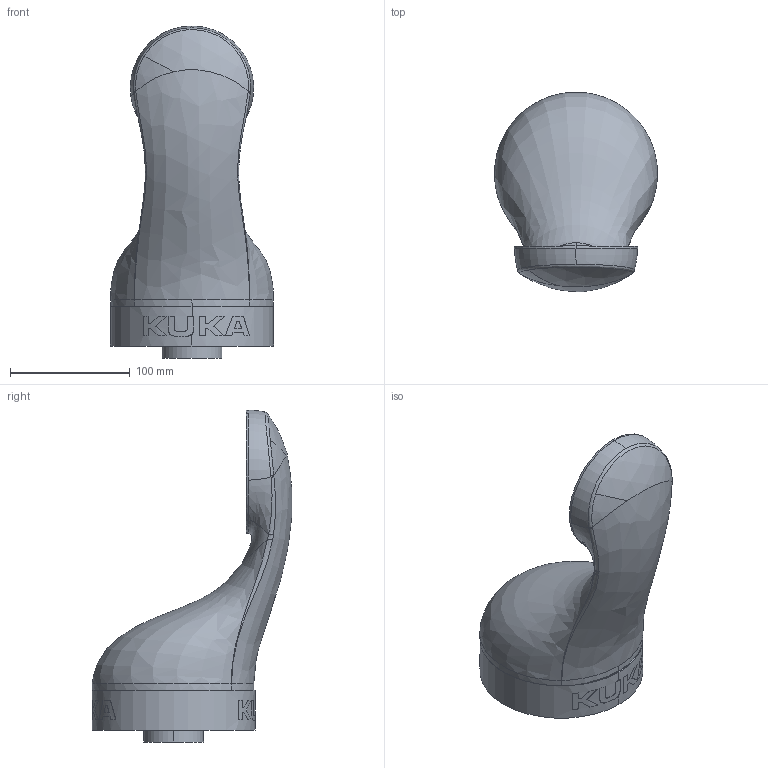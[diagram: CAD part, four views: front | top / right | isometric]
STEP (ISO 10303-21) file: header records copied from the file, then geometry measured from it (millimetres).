
FILE_DESCRIPTION (( 'STEP AP203' ), '1' );
FILE_NAME ('Link5_Default_sldprt.STEP', '2019-02-02T22:34:54', ( 'Jean Gonzalez' ), ( '' ), 'SwSTEP 2.0', 'SolidWorks 2017', '' );
FILE_SCHEMA (( 'CONFIG_CONTROL_DESIGN' ));
Length unit declared in the file: millimetre
Products named in the file (1): Link5_Default_sldprt
Bounding box: 136 x 166.75 x 277 mm (x, y, z)
Volume: 1694623.4 mm3; surface area: 101464.5 mm2
Topology: 1 solids, 1 shells, 150 faces, 394 edges, 258 vertices
Faces by surface type: plane 70, bspline 51, cylinder 23, torus 4, sphere 2
Entity records: 13254 total; most frequent: CARTESIAN_POINT 9728, ORIENTED_EDGE 788, DIRECTION 615, EDGE_CURVE 394, VERTEX_POINT 258, AXIS2_PLACEMENT_3D 230, EDGE_LOOP 162, LINE 155
